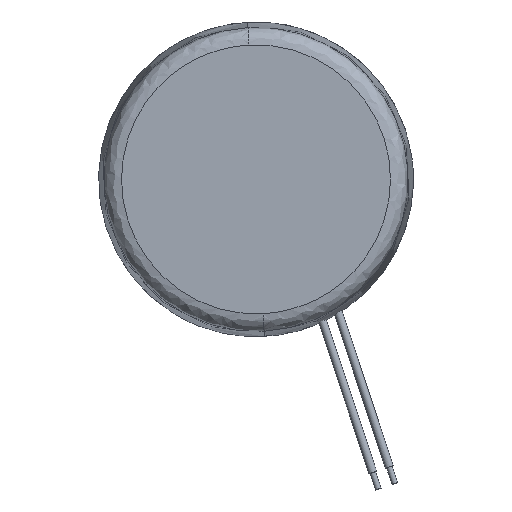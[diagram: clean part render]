
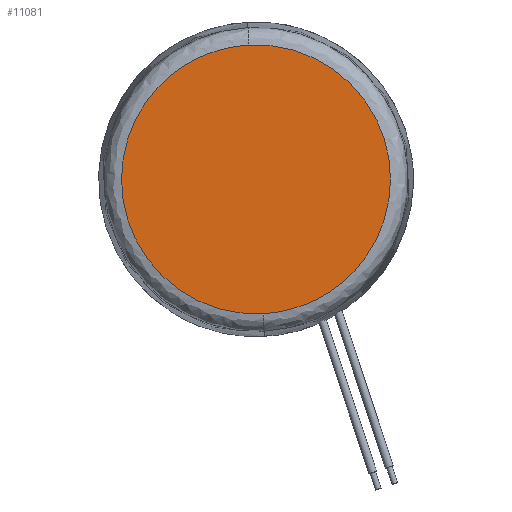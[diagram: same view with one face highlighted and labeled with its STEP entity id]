
A CAD part, left-side view. The second image highlights one B-rep face of the part: STEP entity #11081.
In plain terms, the highlighted planar face has unit normal (-1, 0, 0).
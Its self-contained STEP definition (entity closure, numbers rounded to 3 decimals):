
#1525 = VERTEX_POINT ( 'NONE', #1541 ) ;
#1541 = CARTESIAN_POINT ( 'NONE',  ( -20.853, 40.392, 79.756 ) ) ;
#1545 = CARTESIAN_POINT ( 'NONE',  ( -20.853, -5.661, 82.198 ) ) ;
#3412 = EDGE_CURVE ( 'NONE', #9504, #1525, #19162, .T. ) ;
#3949 = CARTESIAN_POINT ( 'NONE',  ( -20.853, 84.003, 31.261 ) ) ;
#3980 = EDGE_CURVE ( 'NONE', #1525, #9504, #19832, .T. ) ;
#5084 = CARTESIAN_POINT ( 'NONE',  ( -20.853, 39.171, 56.729 ) ) ;
#5690 = CARTESIAN_POINT ( 'NONE',  ( -20.853, 37.95, 33.703 ) ) ;
#7317 = CARTESIAN_POINT ( 'NONE',  ( -20.853, 86.444, 77.314 ) ) ;
#9504 = VERTEX_POINT ( 'NONE', #15502 ) ;
#9602 = CARTESIAN_POINT ( 'NONE',  ( -20.853, 40.392, 79.756 ) ) ;
#9980 = DIRECTION ( 'NONE',  ( 0., 0.053, 0.999 ) ) ;
#10473 = FACE_OUTER_BOUND ( 'NONE', #13461, .T. ) ;
#11081 = ADVANCED_FACE ( 'NONE', ( #10473 ), #15988, .F. ) ;
#11312 = DIRECTION ( 'NONE',  ( 1., 0., 0. ) ) ;
#11706 = ORIENTED_EDGE ( 'NONE', *, *, #3980, .F. ) ;
#13461 = EDGE_LOOP ( 'NONE', ( #11706, #14610 ) ) ;
#14610 = ORIENTED_EDGE ( 'NONE', *, *, #3412, .F. ) ;
#15502 = CARTESIAN_POINT ( 'NONE',  ( -20.853, 37.95, 33.703 ) ) ;
#15988 = PLANE ( 'NONE',  #19844 ) ;
#17346 = CARTESIAN_POINT ( 'NONE',  ( -20.853, 37.95, 33.703 ) ) ;
#17826 = CARTESIAN_POINT ( 'NONE',  ( -20.853, 40.392, 79.756 ) ) ;
#18886 = CARTESIAN_POINT ( 'NONE',  ( -20.853, -8.103, 36.145 ) ) ;
#19162 =( BOUNDED_CURVE ( )  B_SPLINE_CURVE ( 3, ( #5690, #3949, #7317, #17826 ),
 .UNSPECIFIED., .F., .F. ) 
 B_SPLINE_CURVE_WITH_KNOTS ( ( 4, 4 ),
 ( 0., 1. ),
 .UNSPECIFIED. ) 
 CURVE ( )  GEOMETRIC_REPRESENTATION_ITEM ( )  RATIONAL_B_SPLINE_CURVE ( ( 1., 0.333, 0.333, 1. ) ) 
 REPRESENTATION_ITEM ( '' )  );
#19832 =( BOUNDED_CURVE ( )  B_SPLINE_CURVE ( 3, ( #9602, #1545, #18886, #17346 ),
 .UNSPECIFIED., .F., .F. ) 
 B_SPLINE_CURVE_WITH_KNOTS ( ( 4, 4 ),
 ( 0., 1. ),
 .UNSPECIFIED. ) 
 CURVE ( )  GEOMETRIC_REPRESENTATION_ITEM ( )  RATIONAL_B_SPLINE_CURVE ( ( 1., 0.333, 0.333, 1. ) ) 
 REPRESENTATION_ITEM ( '' )  );
#19844 = AXIS2_PLACEMENT_3D ( 'NONE', #5084, #11312, #9980 ) ;
